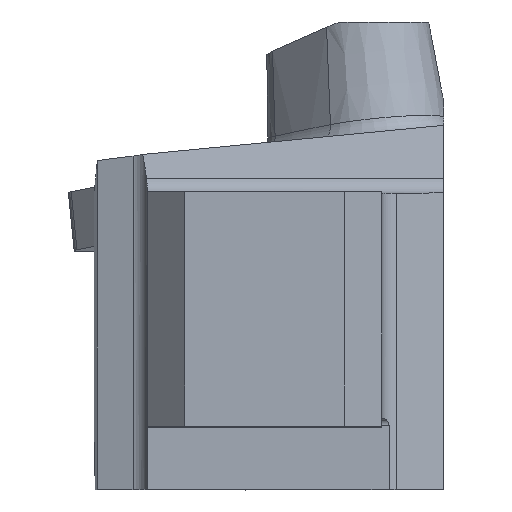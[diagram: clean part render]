
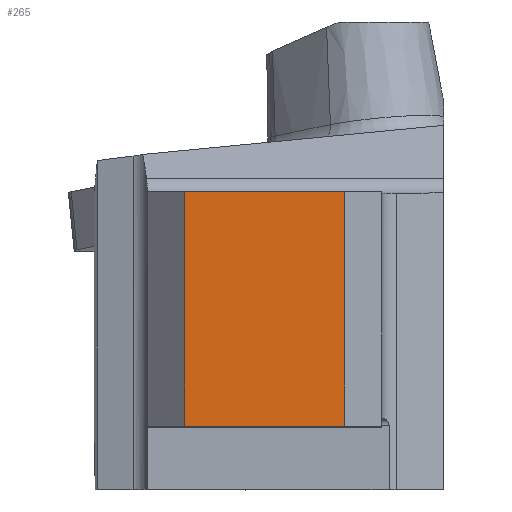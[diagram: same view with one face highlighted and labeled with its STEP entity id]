
A CAD part, top view. The second image highlights one B-rep face of the part: STEP entity #265.
In plain terms, the highlighted planar face has unit normal (0, 0, 1).
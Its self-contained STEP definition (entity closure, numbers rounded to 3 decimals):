
#265=ADVANCED_FACE('CU_BACK_SU1',(#392),#334,.F.);
#334=PLANE('',#1681);
#392=FACE_OUTER_BOUND('',#466,.T.);
#466=EDGE_LOOP('',(#681,#682,#683,#684));
#681=ORIENTED_EDGE('',*,*,#1213,.F.);
#682=ORIENTED_EDGE('',*,*,#1201,.T.);
#683=ORIENTED_EDGE('',*,*,#1214,.T.);
#684=ORIENTED_EDGE('',*,*,#1215,.F.);
#1030=VERTEX_POINT('',#2484);
#1031=VERTEX_POINT('',#2486);
#1039=VERTEX_POINT('',#2524);
#1040=VERTEX_POINT('',#2526);
#1201=EDGE_CURVE('',#1031,#1030,#1371,.T.);
#1213=EDGE_CURVE('',#1031,#1039,#1379,.T.);
#1214=EDGE_CURVE('',#1030,#1040,#1380,.T.);
#1215=EDGE_CURVE('',#1039,#1040,#1381,.T.);
#1371=LINE('',#2485,#1495);
#1379=LINE('',#2523,#1503);
#1380=LINE('',#2525,#1504);
#1381=LINE('',#2527,#1505);
#1495=VECTOR('',#1941,1.);
#1503=VECTOR('',#1961,1.);
#1504=VECTOR('',#1962,1.);
#1505=VECTOR('',#1963,1.);
#1681=AXIS2_PLACEMENT_3D('',#2528,#1964,#1965);
#1941=DIRECTION('',(1.,0.,0.));
#1961=DIRECTION('',(0.,1.,0.));
#1962=DIRECTION('',(0.,1.,0.));
#1963=DIRECTION('',(1.,0.,0.));
#1964=DIRECTION('',(0.,0.,-1.));
#1965=DIRECTION('',(-1.,0.,0.));
#2484=CARTESIAN_POINT('',(-3.,0.,0.));
#2485=CARTESIAN_POINT('',(-110.,0.,0.));
#2486=CARTESIAN_POINT('',(-15.975,0.,0.));
#2523=CARTESIAN_POINT('',(-15.975,0.,0.));
#2524=CARTESIAN_POINT('',(-15.975,18.975,0.));
#2525=CARTESIAN_POINT('',(-3.,0.,0.));
#2526=CARTESIAN_POINT('',(-3.,18.975,0.));
#2527=CARTESIAN_POINT('',(-110.,18.975,0.));
#2528=CARTESIAN_POINT('',(17.449,33.975,0.));
